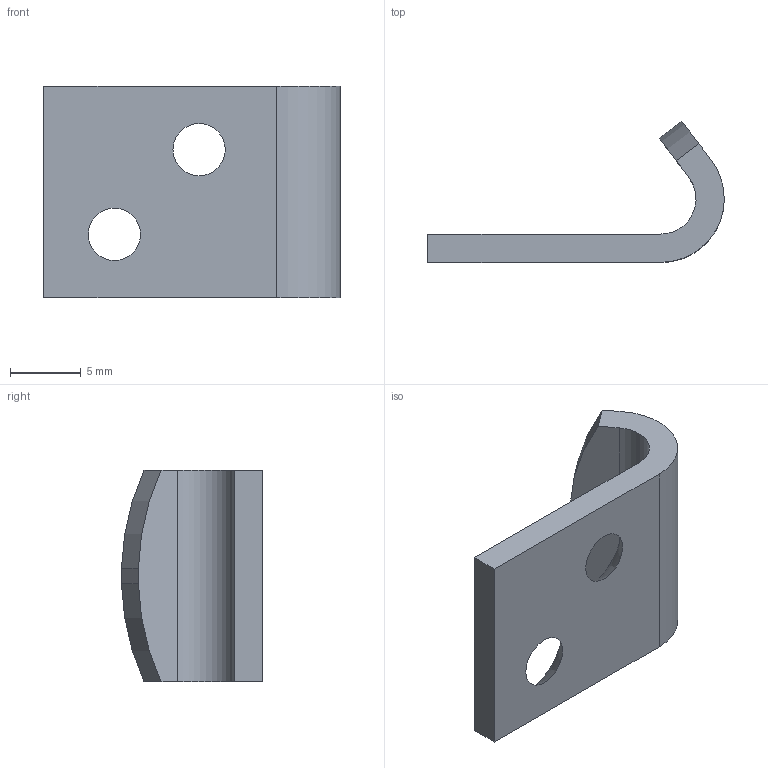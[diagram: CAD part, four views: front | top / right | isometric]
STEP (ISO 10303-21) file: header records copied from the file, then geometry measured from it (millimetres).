
FILE_DESCRIPTION( ( 'STEP AP214' ), '1' );
FILE_NAME( 'K0050.9135212.stp', '2019-05-29T14:46:37', ( '' ), ( '' ), ' ', 'PARTsolutions', ' ' );
FILE_SCHEMA( ( 'AUTOMOTIVE_DESIGN { 1 0 10303 214 1 1 1 1 }' ) );
Length unit declared in the file: millimetre
Products named in the file (3): K0050.9135212; _K0050.9135212_1_K0050_dummy; _K0050_gegenhaken_Edelstahl
Assembly tree (2 placements, depth 2):
  K0050.9135212
    _K0050.9135212_1_K0050_dummy
    _K0050_gegenhaken_Edelstahl
Bounding box: 21 x 10 x 15 mm (x, y, z)
Volume: 707 mm3; surface area: 964.3 mm2
Topology: 1 solids, 1 shells, 14 faces, 36 edges, 25 vertices
Faces by surface type: plane 8, cylinder 4, cone 2
Entity records: 600 total; most frequent: DIRECTION 80, CARTESIAN_POINT 76, ORIENTED_EDGE 68, EDGE_CURVE 34, AXIS2_PLACEMENT_3D 29, VERTEX_POINT 24, LINE 22, VECTOR 22
